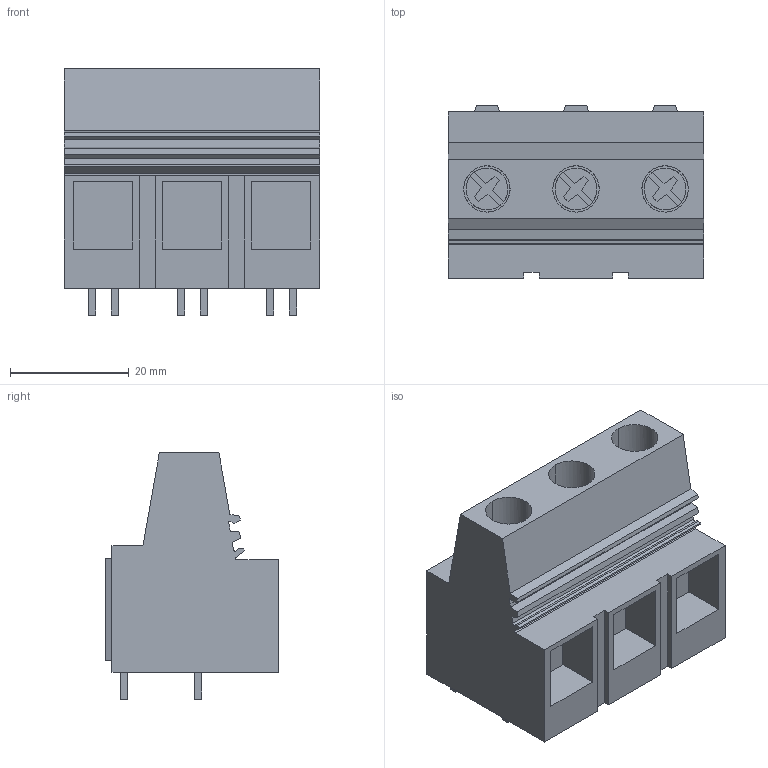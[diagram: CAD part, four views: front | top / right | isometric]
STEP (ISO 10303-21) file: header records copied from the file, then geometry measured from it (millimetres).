
FILE_DESCRIPTION(('CATIA V5 STEP Exchange','CAx-IF Rec.Pracs.--- Model Styling and Organization---1.2---2011-12-15'),'2;1');
FILE_NAME ('D1449688_0_1174720000_1174720000.stp','2018-04-13T09:38:12+00:00',('none'),('Weidmueller'),'CATIA Version 5-6 Release 2014','CATIA V5 STEP AP214','none');
FILE_SCHEMA(('AUTOMOTIVE_DESIGN { 1 0 10303 214 1 1 1 1 }'));
Length unit declared in the file: millimetre
Products named in the file (1): 1174720000
Bounding box: 43 x 29.06 x 41.45 mm (x, y, z)
Volume: 27900.8 mm3; surface area: 11196.4 mm2
Topology: 10 solids, 10 shells, 303 faces, 807 edges, 539 vertices
Faces by surface type: plane 270, cylinder 27, extrusion 6
Entity records: 9308 total; most frequent: CARTESIAN_POINT 2044, ORIENTED_EDGE 1614, DIRECTION 1241, EDGE_CURVE 807, VECTOR 735, LINE 729, VERTEX_POINT 539, EDGE_LOOP 318
